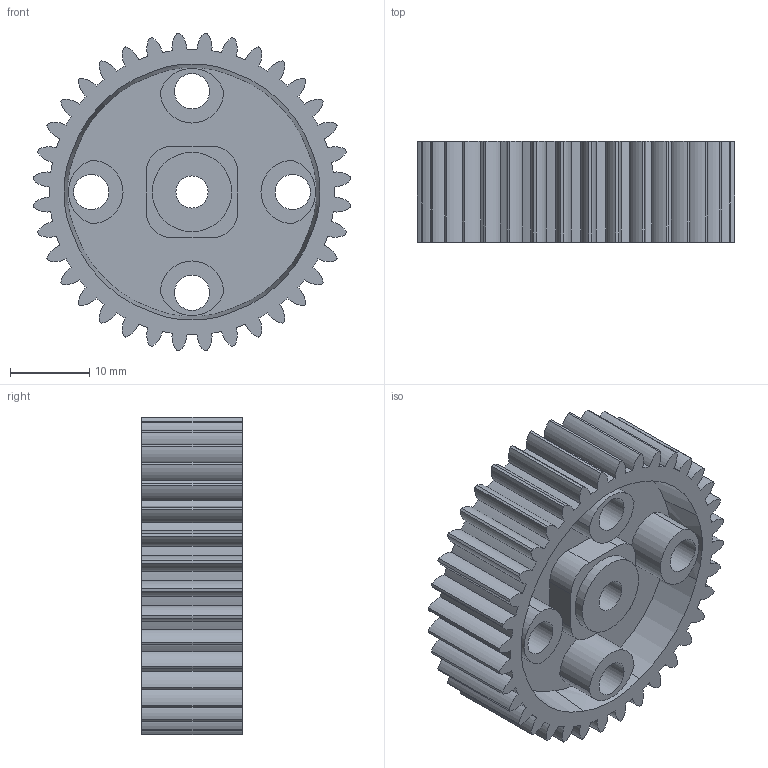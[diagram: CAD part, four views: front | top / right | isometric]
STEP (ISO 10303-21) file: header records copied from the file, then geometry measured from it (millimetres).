
FILE_DESCRIPTION(/* description */ (''),/* implementation_level */ '2;1');
FILE_NAME(/* name */ 'High Strength 36-Tooth Gear-With Free Spinning Gear Insert.iam.step',/* time_stamp */ '2020-04-16T23:33:11-04:00',/* author */ ('JordanK'),/* organization */ (''),/* preprocessor_version */ 'ST-DEVELOPER v17',/* originating_system */ 'Autodesk Inventor 2019',/* authorisation */ '');
FILE_SCHEMA (('AUTOMOTIVE_DESIGN { 1 0 10303 214 3 1 1 }'));
Length unit declared in the file: inch
Products named in the file (3): High Strength 36-Tooth Gear-With Free Spinning Gear Insert; High Strength 36-Tooth Gear; Free Spinning Gear Insert
Assembly tree (3 placements, depth 2):
  High Strength 36-Tooth Gear-With Free Spinning Gear Insert
    High Strength 36-Tooth Gear
    Free Spinning Gear Insert  x2
Bounding box: 40.08 x 12.7 x 40.08 mm (x, y, z)
Volume: 7954 mm3; surface area: 8746.6 mm2
Topology: 3 solids, 3 shells, 260 faces, 720 edges, 480 vertices
Faces by surface type: cylinder 196, plane 40, cone 16, bspline 8
Full cylindrical faces by diameter (mm): 4.064 x2, 4.445 x4, 10.033 x2
Entity records: 8209 total; most frequent: DIRECTION 1548, CARTESIAN_POINT 1539, ORIENTED_EDGE 1340, EDGE_CURVE 670, AXIS2_PLACEMENT_3D 657, VERTEX_POINT 448, CIRCLE 416, EDGE_LOOP 264
